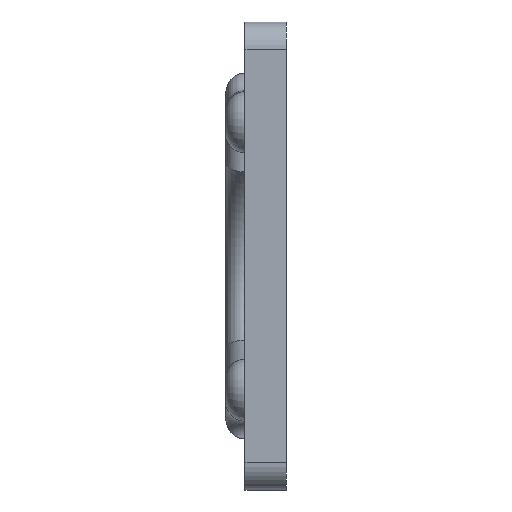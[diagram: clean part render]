
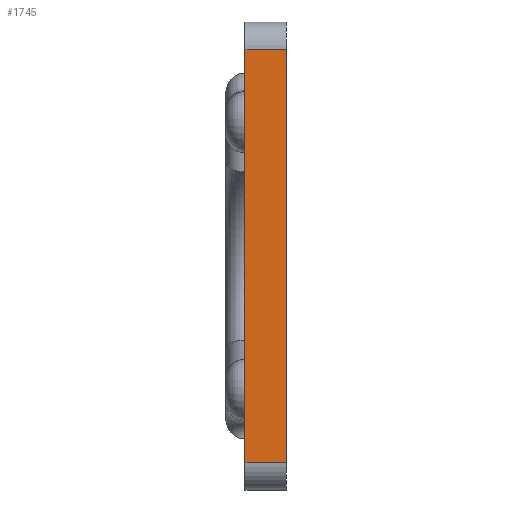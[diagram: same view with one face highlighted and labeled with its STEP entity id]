
A CAD part, left-side view. The second image highlights one B-rep face of the part: STEP entity #1745.
In plain terms, the highlighted planar face has unit normal (-1, 0, 0).
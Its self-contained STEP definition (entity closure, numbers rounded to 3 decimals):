
#9 = DIRECTION ( 'NONE',  ( 0., 0., 1. ) ) ;
#86 = CARTESIAN_POINT ( 'NONE',  ( -17., 1.5, 15. ) ) ;
#229 = DIRECTION ( 'NONE',  ( 1., 0., 0. ) ) ;
#244 = DIRECTION ( 'NONE',  ( 0., -1., 0. ) ) ;
#249 = LINE ( 'NONE', #2490, #2667 ) ;
#263 = LINE ( 'NONE', #445, #1862 ) ;
#445 = CARTESIAN_POINT ( 'NONE',  ( -17., 1.5, -15. ) ) ;
#491 = VERTEX_POINT ( 'NONE', #2557 ) ;
#640 = CARTESIAN_POINT ( 'NONE',  ( -17., 1.5, -15. ) ) ;
#806 = ORIENTED_EDGE ( 'NONE', *, *, #1681, .T. ) ;
#817 = ORIENTED_EDGE ( 'NONE', *, *, #2427, .F. ) ;
#858 = VERTEX_POINT ( 'NONE', #2066 ) ;
#863 = PLANE ( 'NONE',  #1169 ) ;
#922 = FACE_OUTER_BOUND ( 'NONE', #1105, .T. ) ;
#969 = CARTESIAN_POINT ( 'NONE',  ( -17., 1.5, -15. ) ) ;
#986 = ORIENTED_EDGE ( 'NONE', *, *, #2573, .T. ) ;
#1048 = DIRECTION ( 'NONE',  ( 0., 0., 1. ) ) ;
#1105 = EDGE_LOOP ( 'NONE', ( #806, #1466, #817, #986 ) ) ;
#1165 = LINE ( 'NONE', #1473, #1651 ) ;
#1169 = AXIS2_PLACEMENT_3D ( 'NONE', #640, #229, #2313 ) ;
#1236 = CARTESIAN_POINT ( 'NONE',  ( -17., 1.5, 15. ) ) ;
#1363 = DIRECTION ( 'NONE',  ( 0., -1., 0. ) ) ;
#1378 = VERTEX_POINT ( 'NONE', #969 ) ;
#1466 = ORIENTED_EDGE ( 'NONE', *, *, #1958, .F. ) ;
#1473 = CARTESIAN_POINT ( 'NONE',  ( -17., 1.5, -15. ) ) ;
#1651 = VECTOR ( 'NONE', #1048, 1000. ) ;
#1681 = EDGE_CURVE ( 'NONE', #491, #858, #249, .T. ) ;
#1745 = ADVANCED_FACE ( 'NONE', ( #922 ), #863, .F. ) ;
#1862 = VECTOR ( 'NONE', #244, 1000. ) ;
#1958 = EDGE_CURVE ( 'NONE', #2330, #858, #2181, .T. ) ;
#2066 = CARTESIAN_POINT ( 'NONE',  ( -17., -1.5, 15. ) ) ;
#2120 = VECTOR ( 'NONE', #1363, 1000. ) ;
#2181 = LINE ( 'NONE', #86, #2120 ) ;
#2313 = DIRECTION ( 'NONE',  ( 0., 0., -1. ) ) ;
#2330 = VERTEX_POINT ( 'NONE', #1236 ) ;
#2427 = EDGE_CURVE ( 'NONE', #1378, #2330, #1165, .T. ) ;
#2490 = CARTESIAN_POINT ( 'NONE',  ( -17., -1.5, -15. ) ) ;
#2557 = CARTESIAN_POINT ( 'NONE',  ( -17., -1.5, -15. ) ) ;
#2573 = EDGE_CURVE ( 'NONE', #1378, #491, #263, .T. ) ;
#2667 = VECTOR ( 'NONE', #9, 1000. ) ;
